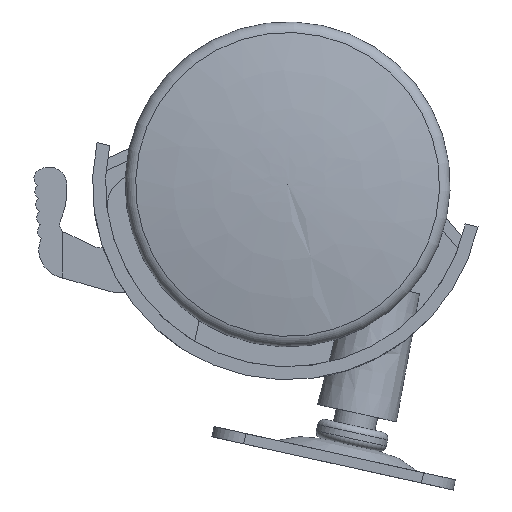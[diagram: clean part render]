
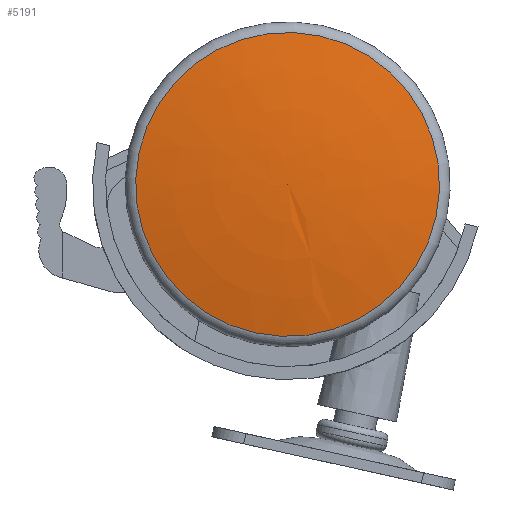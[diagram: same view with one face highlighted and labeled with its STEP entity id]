
A CAD part, left-side view. The second image highlights one B-rep face of the part: STEP entity #5191.
In plain terms, the highlighted free-form (B-spline) face has degree [2, 2] with [3, 9] control points.
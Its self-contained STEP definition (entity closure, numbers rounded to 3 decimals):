
#70=(
BOUNDED_CURVE()
B_SPLINE_CURVE(2,(#8413,#8414,#8415),.UNSPECIFIED.,.F.,.F.)
B_SPLINE_CURVE_WITH_KNOTS((3,3),(1.384,1.572),
 .UNSPECIFIED.)
CURVE()
GEOMETRIC_REPRESENTATION_ITEM()
RATIONAL_B_SPLINE_CURVE((1.,0.996,1.))
REPRESENTATION_ITEM('')
);
#173=(
BOUNDED_SURFACE()
B_SPLINE_SURFACE(2,2,((#8381,#8382,#8383,#8384,#8385,#8386,#8387,#8388,
#8389),(#8390,#8391,#8392,#8393,#8394,#8395,#8396,#8397,#8398),(#8399,#8400,
#8401,#8402,#8403,#8404,#8405,#8406,#8407)),.UNSPECIFIED.,.F.,.T.,.F.)
B_SPLINE_SURFACE_WITH_KNOTS((3,3),(3,2,2,2,3),(-1.572,-1.384),
(-3.142,-1.571,0.,1.571,3.142),
 .UNSPECIFIED.)
GEOMETRIC_REPRESENTATION_ITEM()
RATIONAL_B_SPLINE_SURFACE(((1.,0.707,1.,0.707,1.,
0.707,1.,0.707,1.),(0.996,0.704,
0.996,0.704,0.996,0.704,
0.996,0.704,0.996),(1.,0.707,
1.,0.707,1.,0.707,1.,0.707,1.)))
REPRESENTATION_ITEM('')
SURFACE()
);
#244=CIRCLE('',#5575,23.372);
#245=CIRCLE('',#5576,23.372);
#471=FACE_OUTER_BOUND('',#779,.T.);
#779=EDGE_LOOP('',(#3922,#3923,#3924,#3925));
#2312=VERTEX_POINT('',#8408);
#2313=VERTEX_POINT('',#8409);
#2314=VERTEX_POINT('',#8412);
#2924=EDGE_CURVE('',#2312,#2313,#244,.T.);
#2925=EDGE_CURVE('',#2313,#2312,#245,.T.);
#2926=EDGE_CURVE('',#2313,#2314,#70,.T.);
#3922=ORIENTED_EDGE('',*,*,#2924,.F.);
#3923=ORIENTED_EDGE('',*,*,#2925,.F.);
#3924=ORIENTED_EDGE('',*,*,#2926,.T.);
#3925=ORIENTED_EDGE('',*,*,#2926,.F.);
#5191=ADVANCED_FACE('',(#471),#173,.F.);
#5575=AXIS2_PLACEMENT_3D('',#8410,#6465,#6466);
#5576=AXIS2_PLACEMENT_3D('',#8411,#6467,#6468);
#6465=DIRECTION('center_axis',(-1.,0.,0.));
#6466=DIRECTION('ref_axis',(0.,1.,0.));
#6467=DIRECTION('center_axis',(-1.,0.,0.));
#6468=DIRECTION('ref_axis',(0.,1.,0.));
#8381=CARTESIAN_POINT('Ctrl Pts',(13.,0.,0.));
#8382=CARTESIAN_POINT('Ctrl Pts',(13.,0.,0.));
#8383=CARTESIAN_POINT('Ctrl Pts',(13.,0.,0.));
#8384=CARTESIAN_POINT('Ctrl Pts',(13.,0.,0.));
#8385=CARTESIAN_POINT('Ctrl Pts',(13.,0.,0.));
#8386=CARTESIAN_POINT('Ctrl Pts',(13.,0.,0.));
#8387=CARTESIAN_POINT('Ctrl Pts',(13.,0.,0.));
#8388=CARTESIAN_POINT('Ctrl Pts',(13.,0.,0.));
#8389=CARTESIAN_POINT('Ctrl Pts',(13.,0.,0.));
#8390=CARTESIAN_POINT('Ctrl Pts',(13.012,0.,-11.789));
#8391=CARTESIAN_POINT('Ctrl Pts',(13.012,-11.789,-11.789));
#8392=CARTESIAN_POINT('Ctrl Pts',(13.012,-11.789,0.));
#8393=CARTESIAN_POINT('Ctrl Pts',(13.012,-11.789,11.789));
#8394=CARTESIAN_POINT('Ctrl Pts',(13.012,0.,11.789));
#8395=CARTESIAN_POINT('Ctrl Pts',(13.012,11.789,11.789));
#8396=CARTESIAN_POINT('Ctrl Pts',(13.012,11.789,0.));
#8397=CARTESIAN_POINT('Ctrl Pts',(13.012,11.789,-11.789));
#8398=CARTESIAN_POINT('Ctrl Pts',(13.012,0.,-11.789));
#8399=CARTESIAN_POINT('Ctrl Pts',(10.819,0.,-23.372));
#8400=CARTESIAN_POINT('Ctrl Pts',(10.819,-23.372,-23.372));
#8401=CARTESIAN_POINT('Ctrl Pts',(10.819,-23.372,0.));
#8402=CARTESIAN_POINT('Ctrl Pts',(10.819,-23.372,23.372));
#8403=CARTESIAN_POINT('Ctrl Pts',(10.819,0.,23.372));
#8404=CARTESIAN_POINT('Ctrl Pts',(10.819,23.372,23.372));
#8405=CARTESIAN_POINT('Ctrl Pts',(10.819,23.372,0.));
#8406=CARTESIAN_POINT('Ctrl Pts',(10.819,23.372,-23.372));
#8407=CARTESIAN_POINT('Ctrl Pts',(10.819,0.,-23.372));
#8408=CARTESIAN_POINT('',(10.819,-23.372,0.));
#8409=CARTESIAN_POINT('',(10.819,0.,-23.372));
#8410=CARTESIAN_POINT('Origin',(10.819,0.,0.));
#8411=CARTESIAN_POINT('Origin',(10.819,0.,0.));
#8412=CARTESIAN_POINT('',(13.,0.,0.));
#8413=CARTESIAN_POINT('Ctrl Pts',(10.819,0.,-23.372));
#8414=CARTESIAN_POINT('Ctrl Pts',(13.012,0.,-11.789));
#8415=CARTESIAN_POINT('Ctrl Pts',(13.,0.,0.));
